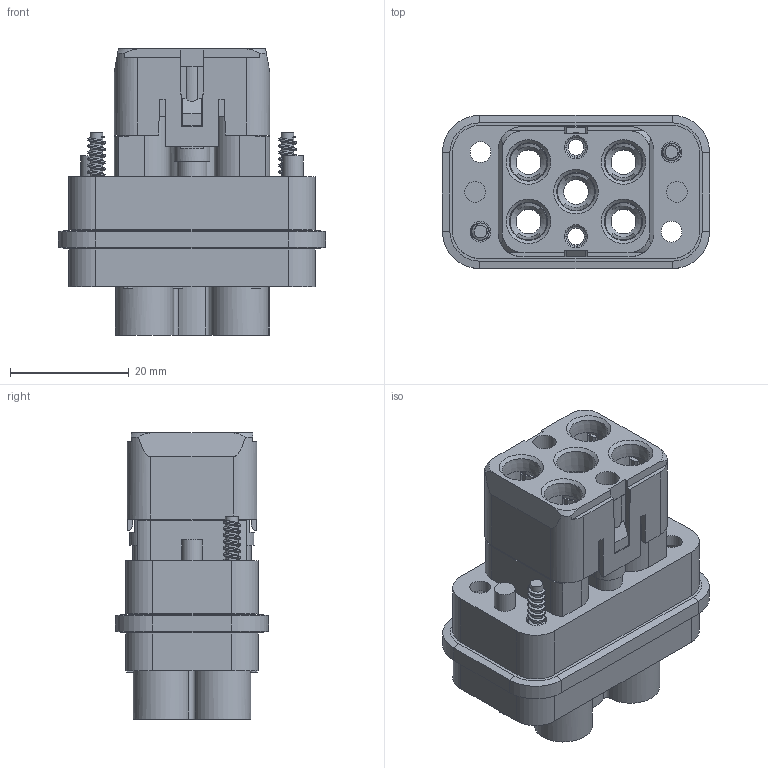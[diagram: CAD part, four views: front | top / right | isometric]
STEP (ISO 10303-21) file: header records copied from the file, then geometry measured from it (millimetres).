
FILE_DESCRIPTION(/* description */ (''),/* implementation_level */ '2;1');
FILE_NAME(/* name */ 'HQ-004-2-MC.stp',/* time_stamp */ '2022-11-28T15:00:20+08:00',/* author */ (''),/* organization */ (''),/* preprocessor_version */ 'ST-DEVELOPER v16',/* originating_system */ 'SIEMENS PLM Software NX 10.0',/* authorisation */ '');
FILE_SCHEMA (('AUTOMOTIVE_DESIGN { 1 0 10303 214 3 1 1 1 }'));
Length unit declared in the file: millimetre
Products named in the file (1): Admi4A24BB90zrcp
Bounding box: 45 x 25.8 x 48.2 mm (x, y, z)
Volume: 14471.5 mm3; surface area: 20963.8 mm2
Topology: 1 solids, 8 shells, 955 faces, 2628 edges, 1725 vertices
Faces by surface type: plane 576, cylinder 197, extrusion 96, cone 58, bspline 16, torus 12
Full cylindrical faces by diameter (mm): 2.15 x16, 2.65 x1, 2.8 x1, 3.1 x2, 3.3 x2, 3.4 x2, 3.5 x6, 3.9 x2, 4.15 x5, 5.5 x2, 6 x5, 9 x1
Entity records: 39118 total; most frequent: CARTESIAN_POINT 15976, ORIENTED_EDGE 4904, DIRECTION 4428, EDGE_CURVE 2452, VECTOR 1686, VERTEX_POINT 1643, LINE 1590, AXIS2_PLACEMENT_3D 1371
